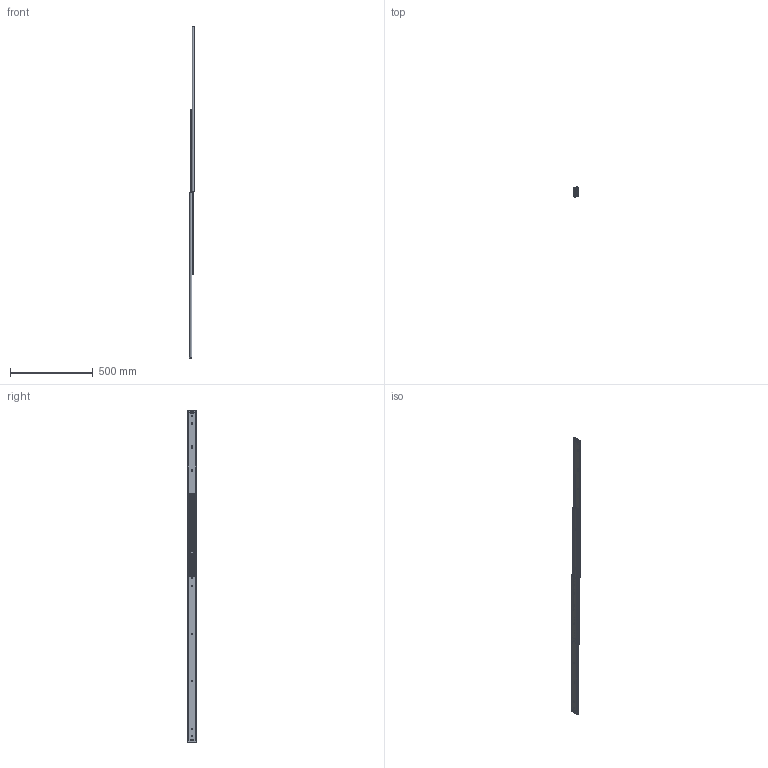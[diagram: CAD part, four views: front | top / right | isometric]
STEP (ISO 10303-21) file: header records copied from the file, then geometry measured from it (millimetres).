
FILE_DESCRIPTION(/* description */ ('Vollauszug Serie 048 1000x1008'),/* implementation_level */ '2;1');
FILE_NAME(/* name */ '07000067004.stp',/* time_stamp */ '2020-12-10T10:07:23+01:00',/* author */ ('Philipp Joos'),/* organization */ (''),/* preprocessor_version */ 'ST-DEVELOPER v18',/* originating_system */ 'Autodesk Inventor 2020',/* authorisation */ '');
FILE_SCHEMA (('AUTOMOTIVE_DESIGN { 1 0 10303 214 3 1 1 }'));
Products named in the file (1): 07000067004
Bounding box: 36 x 57.89 x 2008 mm (x, y, z)
Volume: 616310.3 mm3; surface area: 796569.3 mm2
Topology: 164 solids, 164 shells, 5994 faces, 17424 edges, 11548 vertices
Faces by surface type: plane 2720, cylinder 1314, cone 772, torus 608, bspline 456, sphere 124
Full cylindrical faces by diameter (mm): 1.5 x4, 2.8 x12, 3.5 x16, 4 x12, 4.2 x24, 4.5 x10, 4.6 x12, 5 x2, 5.3 x2, 5.5 x2, 5.9 x4, 6 x4, 8 x8, 12 x4
Entity records: 231716 total; most frequent: CARTESIAN_POINT 74549, ORIENTED_EDGE 34336, DIRECTION 28478, EDGE_CURVE 17168, VERTEX_POINT 11548, AXIS2_PLACEMENT_3D 10133, LINE 8212, VECTOR 8212
